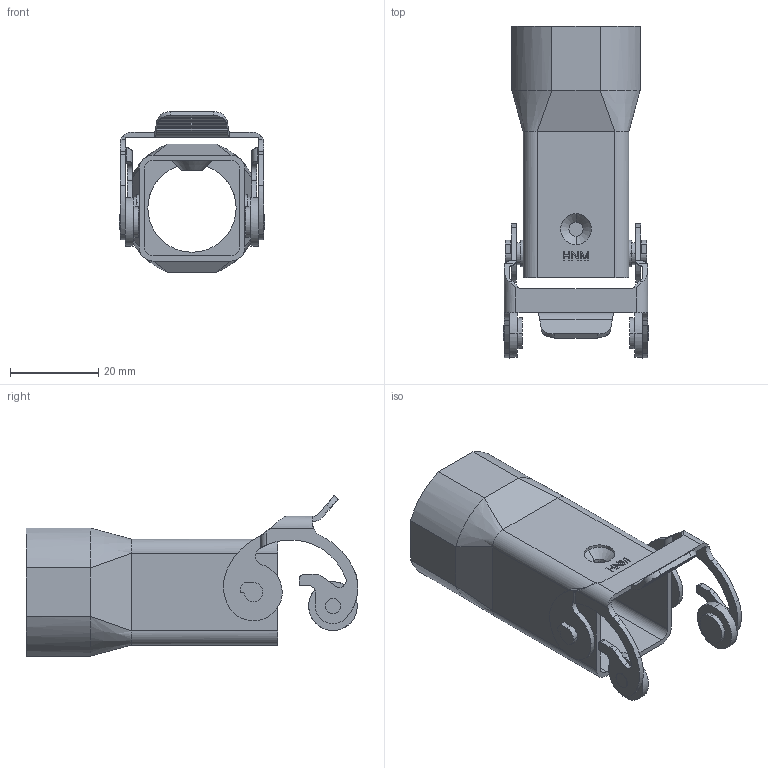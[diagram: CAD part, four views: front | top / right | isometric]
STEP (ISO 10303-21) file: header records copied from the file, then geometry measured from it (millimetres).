
FILE_DESCRIPTION(('Creo Elements/Direct Modeling STEP Export'),'2;1');
FILE_NAME('0ln7uvk5h0nhm8v1380','2022-02-01T15:06:50',(''),(''),'Creo Elements/Direct Modeling STEP processor for AP214 (Solid Model)','Creo Elements/Direct Modeling 20.1B 02-Apr-2019 (C) Parametric Technology GmbH','');
FILE_SCHEMA(('AUTOMOTIVE_DESIGN { 1 0 10303 214 1 1 1 1 }'));
Length unit declared in the file: millimetre
Products named in the file (2): RKAX_VG25
Assembly tree (1 placements, depth 2):
  RKAX_VG25
    RKAX_VG25
Bounding box: 33 x 75.16 x 36.3 mm (x, y, z)
Volume: 11691.7 mm3; surface area: 13374.3 mm2
Topology: 1 solids, 1 shells, 376 faces, 1053 edges, 706 vertices
Faces by surface type: plane 250, cylinder 117, cone 5, bspline 4
Entity records: 15520 total; most frequent: CARTESIAN_POINT 2891, ORIENTED_EDGE 2106, DIRECTION 1873, EDGE_CURVE 1053, VECTOR 745, LINE 745, VERTEX_POINT 706, AXIS2_PLACEMENT_3D 564
